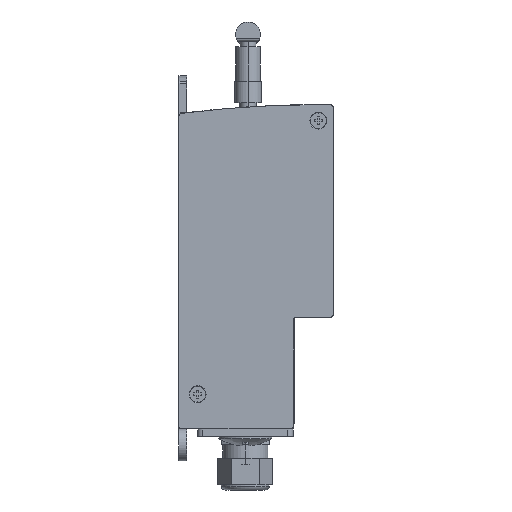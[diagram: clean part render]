
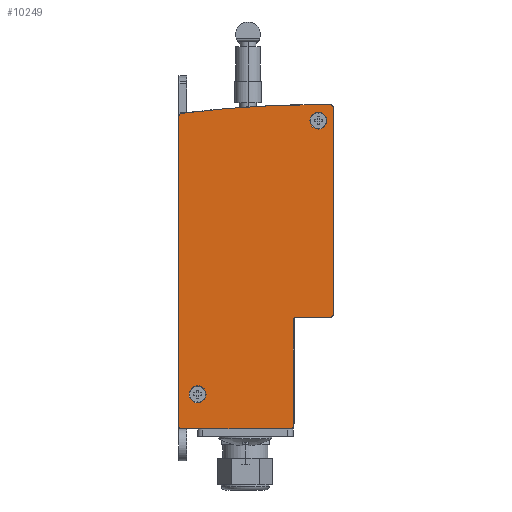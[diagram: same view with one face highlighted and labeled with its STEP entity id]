
A CAD part, left-side view. The second image highlights one B-rep face of the part: STEP entity #10249.
In plain terms, the highlighted face is planar.
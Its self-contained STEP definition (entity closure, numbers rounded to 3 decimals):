
#9906=CARTESIAN_POINT('',(1.,-21.5,-56.2));
#9907=VERTEX_POINT('',#9906);
#9914=CARTESIAN_POINT('',(1.,-21.5,-49.8));
#9915=VERTEX_POINT('',#9914);
#9916=CARTESIAN_POINT('',(1.,-21.5,-53.));
#9917=DIRECTION('',(-1.0,0.0,0.0));
#9918=DIRECTION('',(0.0,0.0,-1.0));
#9919=AXIS2_PLACEMENT_3D('',#9916,#9917,#9918);
#9920=CIRCLE('',#9919,3.2);
#9921=EDGE_CURVE('',#9915,#9907,#9920,.T.);
#9980=CARTESIAN_POINT('',(1.,24.,46.8));
#9981=VERTEX_POINT('',#9980);
#9988=CARTESIAN_POINT('',(1.,24.,53.2));
#9989=VERTEX_POINT('',#9988);
#9990=CARTESIAN_POINT('',(1.,24.,50.));
#9991=DIRECTION('',(-1.0,0.0,0.0));
#9992=DIRECTION('',(0.0,0.0,-1.0));
#9993=AXIS2_PLACEMENT_3D('',#9990,#9991,#9992);
#9994=CIRCLE('',#9993,3.2);
#9995=EDGE_CURVE('',#9989,#9981,#9994,.T.);
#10021=CARTESIAN_POINT('',(1.,24.,50.));
#10022=DIRECTION('',(-1.0,0.0,0.0));
#10023=DIRECTION('',(0.0,0.0,-1.0));
#10024=AXIS2_PLACEMENT_3D('',#10021,#10022,#10023);
#10025=CIRCLE('',#10024,3.2);
#10026=EDGE_CURVE('',#9981,#9989,#10025,.T.);
#10063=CARTESIAN_POINT('',(1.,-21.5,-53.));
#10064=DIRECTION('',(-1.0,0.0,0.0));
#10065=DIRECTION('',(0.0,0.0,-1.0));
#10066=AXIS2_PLACEMENT_3D('',#10063,#10064,#10065);
#10067=CIRCLE('',#10066,3.2);
#10068=EDGE_CURVE('',#9907,#9915,#10067,.T.);
#10107=CARTESIAN_POINT('',(1.,-28.5,51.727));
#10108=VERTEX_POINT('',#10107);
#10115=CARTESIAN_POINT('',(1.,-27.628,52.719));
#10116=VERTEX_POINT('',#10115);
#10117=CARTESIAN_POINT('',(1.,-27.5,51.727));
#10118=DIRECTION('',(-1.0,0.0,0.0));
#10119=DIRECTION('',(0.0,-0.751,0.66));
#10120=AXIS2_PLACEMENT_3D('',#10117,#10118,#10119);
#10121=CIRCLE('',#10120,1.0);
#10122=EDGE_CURVE('',#10108,#10116,#10121,.T.);
#10133=CARTESIAN_POINT('',(1.,-1.074,-3.82));
#10134=DIRECTION('',(1.0,0.0,0.0));
#10135=DIRECTION('',(0.0,0.0,-1.0));
#10136=AXIS2_PLACEMENT_3D('',#10133,#10134,#10135);
#10137=PLANE('',#10136);
#10138=ORIENTED_EDGE('',*,*,#10122,.F.);
#10139=CARTESIAN_POINT('',(1.,-28.5,-65.));
#10140=VERTEX_POINT('',#10139);
#10141=CARTESIAN_POINT('',(1.,-28.5,-65.));
#10142=DIRECTION('',(0.0,0.0,1.0));
#10143=VECTOR('',#10142,116.727);
#10144=LINE('',#10141,#10143);
#10145=EDGE_CURVE('',#10140,#10108,#10144,.T.);
#10146=ORIENTED_EDGE('',*,*,#10145,.F.);
#10147=CARTESIAN_POINT('',(1.,-27.5,-66.));
#10148=VERTEX_POINT('',#10147);
#10149=CARTESIAN_POINT('',(1.,-27.5,-65.));
#10150=DIRECTION('',(-1.0,0.0,0.0));
#10151=DIRECTION('',(0.0,-1.0,0.0));
#10152=AXIS2_PLACEMENT_3D('',#10149,#10150,#10151);
#10153=CIRCLE('',#10152,1.0);
#10154=EDGE_CURVE('',#10148,#10140,#10153,.T.);
#10155=ORIENTED_EDGE('',*,*,#10154,.F.);
#10156=CARTESIAN_POINT('',(1.,13.5,-66.));
#10157=VERTEX_POINT('',#10156);
#10158=CARTESIAN_POINT('',(1.,13.5,-66.));
#10159=DIRECTION('',(0.0,-1.0,0.0));
#10160=VECTOR('',#10159,41.0);
#10161=LINE('',#10158,#10160);
#10162=EDGE_CURVE('',#10157,#10148,#10161,.T.);
#10163=ORIENTED_EDGE('',*,*,#10162,.F.);
#10164=CARTESIAN_POINT('',(1.,14.5,-65.));
#10165=VERTEX_POINT('',#10164);
#10166=CARTESIAN_POINT('',(1.,13.5,-65.));
#10167=DIRECTION('',(-1.0,0.0,0.0));
#10168=DIRECTION('',(0.0,-1.0,0.0));
#10169=AXIS2_PLACEMENT_3D('',#10166,#10167,#10168);
#10170=CIRCLE('',#10169,1.0);
#10171=EDGE_CURVE('',#10165,#10157,#10170,.T.);
#10172=ORIENTED_EDGE('',*,*,#10171,.F.);
#10173=CARTESIAN_POINT('',(1.,14.5,-25.));
#10174=VERTEX_POINT('',#10173);
#10175=CARTESIAN_POINT('',(1.,14.5,-25.));
#10176=DIRECTION('',(0.0,0.0,-1.0));
#10177=VECTOR('',#10176,40.0);
#10178=LINE('',#10175,#10177);
#10179=EDGE_CURVE('',#10174,#10165,#10178,.T.);
#10180=ORIENTED_EDGE('',*,*,#10179,.F.);
#10181=CARTESIAN_POINT('',(1.,15.5,-24.));
#10182=VERTEX_POINT('',#10181);
#10183=CARTESIAN_POINT('',(1.,15.5,-25.));
#10184=DIRECTION('',(1.0,0.0,0.0));
#10185=DIRECTION('',(0.0,-1.0,0.0));
#10186=AXIS2_PLACEMENT_3D('',#10183,#10184,#10185);
#10187=CIRCLE('',#10186,1.0);
#10188=EDGE_CURVE('',#10182,#10174,#10187,.T.);
#10189=ORIENTED_EDGE('',*,*,#10188,.F.);
#10190=CARTESIAN_POINT('',(1.,28.5,-24.));
#10191=VERTEX_POINT('',#10190);
#10192=CARTESIAN_POINT('',(1.,28.5,-24.));
#10193=DIRECTION('',(0.0,-1.0,0.0));
#10194=VECTOR('',#10193,13.0);
#10195=LINE('',#10192,#10194);
#10196=EDGE_CURVE('',#10191,#10182,#10195,.T.);
#10197=ORIENTED_EDGE('',*,*,#10196,.F.);
#10198=CARTESIAN_POINT('',(1.,29.5,-23.));
#10199=VERTEX_POINT('',#10198);
#10200=CARTESIAN_POINT('',(1.,28.5,-23.));
#10201=DIRECTION('',(-1.0,0.0,0.0));
#10202=DIRECTION('',(0.0,-1.0,0.0));
#10203=AXIS2_PLACEMENT_3D('',#10200,#10201,#10202);
#10204=CIRCLE('',#10203,1.0);
#10205=EDGE_CURVE('',#10199,#10191,#10204,.T.);
#10206=ORIENTED_EDGE('',*,*,#10205,.F.);
#10207=CARTESIAN_POINT('',(1.,29.5,55.));
#10208=VERTEX_POINT('',#10207);
#10209=CARTESIAN_POINT('',(1.,29.5,55.));
#10210=DIRECTION('',(0.0,0.0,-1.0));
#10211=VECTOR('',#10210,78.0);
#10212=LINE('',#10209,#10211);
#10213=EDGE_CURVE('',#10208,#10199,#10212,.T.);
#10214=ORIENTED_EDGE('',*,*,#10213,.F.);
#10215=CARTESIAN_POINT('',(1.,28.5,56.));
#10216=VERTEX_POINT('',#10215);
#10217=CARTESIAN_POINT('',(1.,28.5,55.));
#10218=DIRECTION('',(-1.0,0.0,0.0));
#10219=DIRECTION('',(0.0,-1.0,0.0));
#10220=AXIS2_PLACEMENT_3D('',#10217,#10218,#10219);
#10221=CIRCLE('',#10220,1.0);
#10222=EDGE_CURVE('',#10216,#10208,#10221,.T.);
#10223=ORIENTED_EDGE('',*,*,#10222,.F.);
#10224=CARTESIAN_POINT('',(1.,23.5,56.));
#10225=VERTEX_POINT('',#10224);
#10226=CARTESIAN_POINT('',(1.,23.5,56.));
#10227=DIRECTION('',(0.0,1.0,0.0));
#10228=VECTOR('',#10227,5.);
#10229=LINE('',#10226,#10228);
#10230=EDGE_CURVE('',#10225,#10216,#10229,.T.);
#10231=ORIENTED_EDGE('',*,*,#10230,.F.);
#10232=CARTESIAN_POINT('',(1.,23.5,-344.));
#10233=DIRECTION('',(-1.0,0.0,0.0));
#10234=DIRECTION('',(0.0,-1.0,0.0));
#10235=AXIS2_PLACEMENT_3D('',#10232,#10233,#10234);
#10236=CIRCLE('',#10235,400.0);
#10237=EDGE_CURVE('',#10116,#10225,#10236,.T.);
#10238=ORIENTED_EDGE('',*,*,#10237,.F.);
#10239=EDGE_LOOP('',(#10138,#10146,#10155,#10163,#10172,#10180,#10189,#10197,#10206,#10214,#10223,#10231,#10238));
#10240=FACE_OUTER_BOUND('',#10239,.T.);
#10241=ORIENTED_EDGE('',*,*,#10026,.T.);
#10242=ORIENTED_EDGE('',*,*,#9995,.T.);
#10243=EDGE_LOOP('',(#10241,#10242));
#10244=FACE_BOUND('',#10243,.T.);
#10245=ORIENTED_EDGE('',*,*,#10068,.T.);
#10246=ORIENTED_EDGE('',*,*,#9921,.T.);
#10247=EDGE_LOOP('',(#10245,#10246));
#10248=FACE_BOUND('',#10247,.T.);
#10249=ADVANCED_FACE('',(#10240,#10244,#10248),#10137,.T.);
